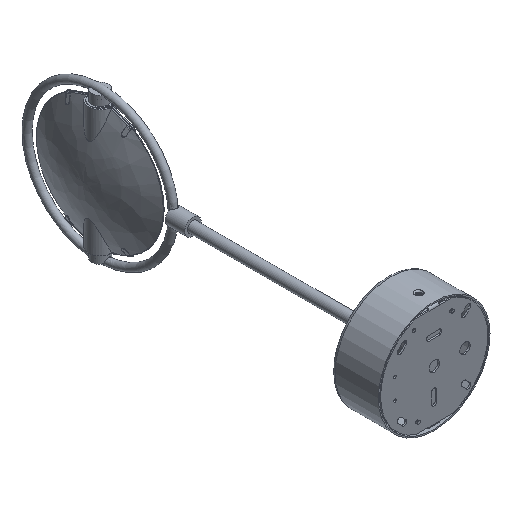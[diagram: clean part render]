
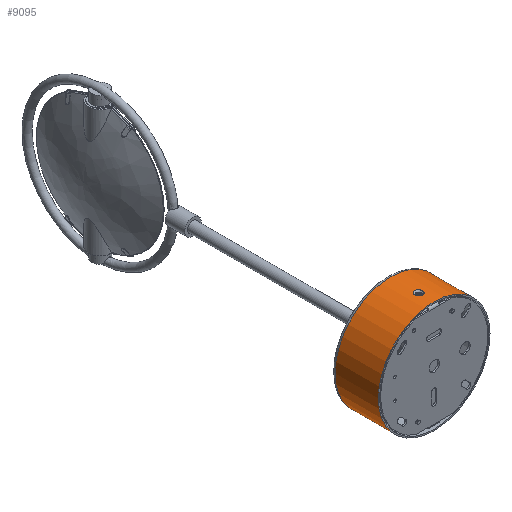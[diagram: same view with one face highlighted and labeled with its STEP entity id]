
A CAD part, isometric view. The second image highlights one B-rep face of the part: STEP entity #9095.
In plain terms, the highlighted cylindrical face has radius 54.2 mm (diameter 108.4 mm), a full revolution.
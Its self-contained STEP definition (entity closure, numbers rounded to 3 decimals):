
#648=FACE_BOUND('',#1822,.T.);
#649=FACE_BOUND('',#1823,.T.);
#780=CIRCLE('',#10024,54.2);
#781=CIRCLE('',#10025,54.2);
#782=CIRCLE('',#10026,54.2);
#784=CIRCLE('',#10029,54.2);
#785=CIRCLE('',#10030,54.2);
#1170=CYLINDRICAL_SURFACE('',#10028,54.2);
#1314=FACE_OUTER_BOUND('',#1821,.T.);
#1821=EDGE_LOOP('',(#6426,#6427,#6428,#6429,#6430,#6431,#6432));
#1822=EDGE_LOOP('',(#6433,#6434));
#1823=EDGE_LOOP('',(#6435,#6436));
#2440=LINE('',#14021,#3234);
#3234=VECTOR('',#11072,54.2);
#4024=B_SPLINE_CURVE_WITH_KNOTS('',3,(#13825,#13826,#13827,#13828,#13829,
#13830,#13831,#13832,#13833,#13834,#13835,#13836,#13837,#13838,#13839,#13840,
#13841,#13842),.UNSPECIFIED.,.F.,.F.,(4,2,2,2,2,2,2,2,4),(0.,0.137,
0.273,0.411,0.549,0.686,0.824,
0.961,1.098),.UNSPECIFIED.);
#4025=B_SPLINE_CURVE_WITH_KNOTS('',3,(#13843,#13844,#13845,#13846,#13847,
#13848,#13849,#13850,#13851,#13852,#13853,#13854,#13855,#13856,#13857,#13858,
#13859,#13860),.UNSPECIFIED.,.F.,.F.,(4,2,2,2,2,2,2,2,4),(1.098,
1.234,1.371,1.509,1.646,1.784,
1.922,2.058,2.195),.UNSPECIFIED.);
#4028=B_SPLINE_CURVE_WITH_KNOTS('',3,(#13909,#13910,#13911,#13912,#13913,
#13914,#13915,#13916,#13917,#13918,#13919,#13920,#13921,#13922,#13923,#13924,
#13925,#13926),.UNSPECIFIED.,.F.,.F.,(4,2,2,2,2,2,2,2,4),(0.,0.137,
0.273,0.411,0.549,0.686,0.824,
0.961,1.098),.UNSPECIFIED.);
#4029=B_SPLINE_CURVE_WITH_KNOTS('',3,(#13927,#13928,#13929,#13930,#13931,
#13932,#13933,#13934,#13935,#13936,#13937,#13938,#13939,#13940,#13941,#13942,
#13943,#13944),.UNSPECIFIED.,.F.,.F.,(4,2,2,2,2,2,2,2,4),(1.098,
1.234,1.371,1.509,1.646,1.784,
1.922,2.058,2.195),.UNSPECIFIED.);
#4110=VERTEX_POINT('',#13823);
#4111=VERTEX_POINT('',#13824);
#4116=VERTEX_POINT('',#13907);
#4117=VERTEX_POINT('',#13908);
#4129=VERTEX_POINT('',#14009);
#4130=VERTEX_POINT('',#14010);
#4131=VERTEX_POINT('',#14012);
#4132=VERTEX_POINT('',#14017);
#4133=VERTEX_POINT('',#14018);
#5031=EDGE_CURVE('',#4110,#4111,#4024,.T.);
#5032=EDGE_CURVE('',#4111,#4110,#4025,.T.);
#5039=EDGE_CURVE('',#4116,#4117,#4028,.T.);
#5040=EDGE_CURVE('',#4117,#4116,#4029,.T.);
#5055=EDGE_CURVE('',#4129,#4130,#780,.T.);
#5056=EDGE_CURVE('',#4131,#4129,#781,.T.);
#5057=EDGE_CURVE('',#4130,#4131,#782,.T.);
#5059=EDGE_CURVE('',#4132,#4133,#784,.T.);
#5060=EDGE_CURVE('',#4133,#4132,#785,.T.);
#5061=EDGE_CURVE('',#4133,#4131,#2440,.T.);
#6426=ORIENTED_EDGE('',*,*,#5059,.F.);
#6427=ORIENTED_EDGE('',*,*,#5060,.F.);
#6428=ORIENTED_EDGE('',*,*,#5061,.T.);
#6429=ORIENTED_EDGE('',*,*,#5056,.T.);
#6430=ORIENTED_EDGE('',*,*,#5055,.T.);
#6431=ORIENTED_EDGE('',*,*,#5057,.T.);
#6432=ORIENTED_EDGE('',*,*,#5061,.F.);
#6433=ORIENTED_EDGE('',*,*,#5031,.T.);
#6434=ORIENTED_EDGE('',*,*,#5032,.T.);
#6435=ORIENTED_EDGE('',*,*,#5039,.T.);
#6436=ORIENTED_EDGE('',*,*,#5040,.T.);
#9095=ADVANCED_FACE('',(#1314,#648,#649),#1170,.T.);
#10024=AXIS2_PLACEMENT_3D('',#14011,#11058,#11059);
#10025=AXIS2_PLACEMENT_3D('',#14013,#11060,#11061);
#10026=AXIS2_PLACEMENT_3D('',#14014,#11062,#11063);
#10028=AXIS2_PLACEMENT_3D('',#14016,#11066,#11067);
#10029=AXIS2_PLACEMENT_3D('',#14019,#11068,#11069);
#10030=AXIS2_PLACEMENT_3D('',#14020,#11070,#11071);
#11058=DIRECTION('center_axis',(0.,-1.,0.));
#11059=DIRECTION('ref_axis',(1.,0.,0.));
#11060=DIRECTION('center_axis',(0.,-1.,0.));
#11061=DIRECTION('ref_axis',(1.,0.,0.));
#11062=DIRECTION('center_axis',(0.,-1.,0.));
#11063=DIRECTION('ref_axis',(1.,0.,0.));
#11066=DIRECTION('center_axis',(0.,-1.,0.));
#11067=DIRECTION('ref_axis',(1.,0.,0.));
#11068=DIRECTION('center_axis',(0.,-1.,0.));
#11069=DIRECTION('ref_axis',(1.,0.,0.));
#11070=DIRECTION('center_axis',(0.,-1.,0.));
#11071=DIRECTION('ref_axis',(1.,0.,0.));
#11072=DIRECTION('',(0.,1.,0.));
#13823=CARTESIAN_POINT('',(3.582,15.,-54.082));
#13824=CARTESIAN_POINT('',(-3.582,15.,-54.082));
#13825=CARTESIAN_POINT('Ctrl Pts',(3.582,15.,-54.082));
#13826=CARTESIAN_POINT('Ctrl Pts',(3.582,15.456,-54.082));
#13827=CARTESIAN_POINT('Ctrl Pts',(3.495,15.943,-54.087));
#13828=CARTESIAN_POINT('Ctrl Pts',(3.14,16.845,-54.109));
#13829=CARTESIAN_POINT('Ctrl Pts',(2.871,17.26,-54.125));
#13830=CARTESIAN_POINT('Ctrl Pts',(2.241,17.923,-54.155));
#13831=CARTESIAN_POINT('Ctrl Pts',(1.838,18.214,-54.171));
#13832=CARTESIAN_POINT('Ctrl Pts',(0.947,18.603,-54.194));
#13833=CARTESIAN_POINT('Ctrl Pts',(0.459,18.7,-54.2));
#13834=CARTESIAN_POINT('Ctrl Pts',(-0.459,18.7,-54.2));
#13835=CARTESIAN_POINT('Ctrl Pts',(-0.947,18.603,
-54.194));
#13836=CARTESIAN_POINT('Ctrl Pts',(-1.838,18.214,-54.171));
#13837=CARTESIAN_POINT('Ctrl Pts',(-2.241,17.923,-54.155));
#13838=CARTESIAN_POINT('Ctrl Pts',(-2.871,17.26,-54.125));
#13839=CARTESIAN_POINT('Ctrl Pts',(-3.14,16.845,-54.109));
#13840=CARTESIAN_POINT('Ctrl Pts',(-3.495,15.943,-54.087));
#13841=CARTESIAN_POINT('Ctrl Pts',(-3.582,15.456,-54.082));
#13842=CARTESIAN_POINT('Ctrl Pts',(-3.582,15.,-54.082));
#13843=CARTESIAN_POINT('Ctrl Pts',(-3.582,15.,-54.082));
#13844=CARTESIAN_POINT('Ctrl Pts',(-3.582,14.544,-54.082));
#13845=CARTESIAN_POINT('Ctrl Pts',(-3.495,14.057,-54.087));
#13846=CARTESIAN_POINT('Ctrl Pts',(-3.14,13.155,-54.109));
#13847=CARTESIAN_POINT('Ctrl Pts',(-2.871,12.74,-54.125));
#13848=CARTESIAN_POINT('Ctrl Pts',(-2.241,12.077,-54.155));
#13849=CARTESIAN_POINT('Ctrl Pts',(-1.838,11.786,-54.171));
#13850=CARTESIAN_POINT('Ctrl Pts',(-0.947,11.397,
-54.194));
#13851=CARTESIAN_POINT('Ctrl Pts',(-0.459,11.3,-54.2));
#13852=CARTESIAN_POINT('Ctrl Pts',(0.459,11.3,-54.2));
#13853=CARTESIAN_POINT('Ctrl Pts',(0.947,11.397,-54.194));
#13854=CARTESIAN_POINT('Ctrl Pts',(1.838,11.786,-54.171));
#13855=CARTESIAN_POINT('Ctrl Pts',(2.241,12.077,-54.155));
#13856=CARTESIAN_POINT('Ctrl Pts',(2.871,12.74,-54.125));
#13857=CARTESIAN_POINT('Ctrl Pts',(3.14,13.155,-54.109));
#13858=CARTESIAN_POINT('Ctrl Pts',(3.495,14.057,-54.087));
#13859=CARTESIAN_POINT('Ctrl Pts',(3.582,14.544,-54.082));
#13860=CARTESIAN_POINT('Ctrl Pts',(3.582,15.,-54.082));
#13907=CARTESIAN_POINT('',(3.582,15.,54.082));
#13908=CARTESIAN_POINT('',(-3.582,15.,54.082));
#13909=CARTESIAN_POINT('Ctrl Pts',(3.582,15.,54.082));
#13910=CARTESIAN_POINT('Ctrl Pts',(3.582,14.544,54.082));
#13911=CARTESIAN_POINT('Ctrl Pts',(3.495,14.057,54.087));
#13912=CARTESIAN_POINT('Ctrl Pts',(3.14,13.155,54.109));
#13913=CARTESIAN_POINT('Ctrl Pts',(2.871,12.74,54.125));
#13914=CARTESIAN_POINT('Ctrl Pts',(2.241,12.077,54.155));
#13915=CARTESIAN_POINT('Ctrl Pts',(1.838,11.786,54.171));
#13916=CARTESIAN_POINT('Ctrl Pts',(0.947,11.397,54.194));
#13917=CARTESIAN_POINT('Ctrl Pts',(0.459,11.3,54.2));
#13918=CARTESIAN_POINT('Ctrl Pts',(-0.459,11.3,54.2));
#13919=CARTESIAN_POINT('Ctrl Pts',(-0.947,11.397,
54.194));
#13920=CARTESIAN_POINT('Ctrl Pts',(-1.838,11.786,54.171));
#13921=CARTESIAN_POINT('Ctrl Pts',(-2.241,12.077,54.155));
#13922=CARTESIAN_POINT('Ctrl Pts',(-2.871,12.74,54.125));
#13923=CARTESIAN_POINT('Ctrl Pts',(-3.14,13.155,54.109));
#13924=CARTESIAN_POINT('Ctrl Pts',(-3.495,14.057,54.087));
#13925=CARTESIAN_POINT('Ctrl Pts',(-3.582,14.544,54.082));
#13926=CARTESIAN_POINT('Ctrl Pts',(-3.582,15.,54.082));
#13927=CARTESIAN_POINT('Ctrl Pts',(-3.582,15.,54.082));
#13928=CARTESIAN_POINT('Ctrl Pts',(-3.582,15.456,54.082));
#13929=CARTESIAN_POINT('Ctrl Pts',(-3.495,15.943,54.087));
#13930=CARTESIAN_POINT('Ctrl Pts',(-3.14,16.845,54.109));
#13931=CARTESIAN_POINT('Ctrl Pts',(-2.871,17.26,54.125));
#13932=CARTESIAN_POINT('Ctrl Pts',(-2.241,17.923,54.155));
#13933=CARTESIAN_POINT('Ctrl Pts',(-1.838,18.214,54.171));
#13934=CARTESIAN_POINT('Ctrl Pts',(-0.947,18.603,
54.194));
#13935=CARTESIAN_POINT('Ctrl Pts',(-0.459,18.7,54.2));
#13936=CARTESIAN_POINT('Ctrl Pts',(0.459,18.7,54.2));
#13937=CARTESIAN_POINT('Ctrl Pts',(0.947,18.603,54.194));
#13938=CARTESIAN_POINT('Ctrl Pts',(1.838,18.214,54.171));
#13939=CARTESIAN_POINT('Ctrl Pts',(2.241,17.923,54.155));
#13940=CARTESIAN_POINT('Ctrl Pts',(2.871,17.26,54.125));
#13941=CARTESIAN_POINT('Ctrl Pts',(3.14,16.845,54.109));
#13942=CARTESIAN_POINT('Ctrl Pts',(3.495,15.943,54.087));
#13943=CARTESIAN_POINT('Ctrl Pts',(3.582,15.456,54.082));
#13944=CARTESIAN_POINT('Ctrl Pts',(3.582,15.,54.082));
#14009=CARTESIAN_POINT('',(54.2,42.,0.));
#14010=CARTESIAN_POINT('',(0.,42.,54.2));
#14011=CARTESIAN_POINT('Origin',(0.,42.,0.));
#14012=CARTESIAN_POINT('',(-54.2,42.,0.));
#14013=CARTESIAN_POINT('Origin',(0.,42.,0.));
#14014=CARTESIAN_POINT('Origin',(0.,42.,0.));
#14016=CARTESIAN_POINT('Origin',(0.,21.,0.));
#14017=CARTESIAN_POINT('',(54.2,0.,0.));
#14018=CARTESIAN_POINT('',(-54.2,0.,0.));
#14019=CARTESIAN_POINT('Origin',(0.,0.,0.));
#14020=CARTESIAN_POINT('Origin',(0.,0.,0.));
#14021=CARTESIAN_POINT('',(-54.2,21.,0.));
